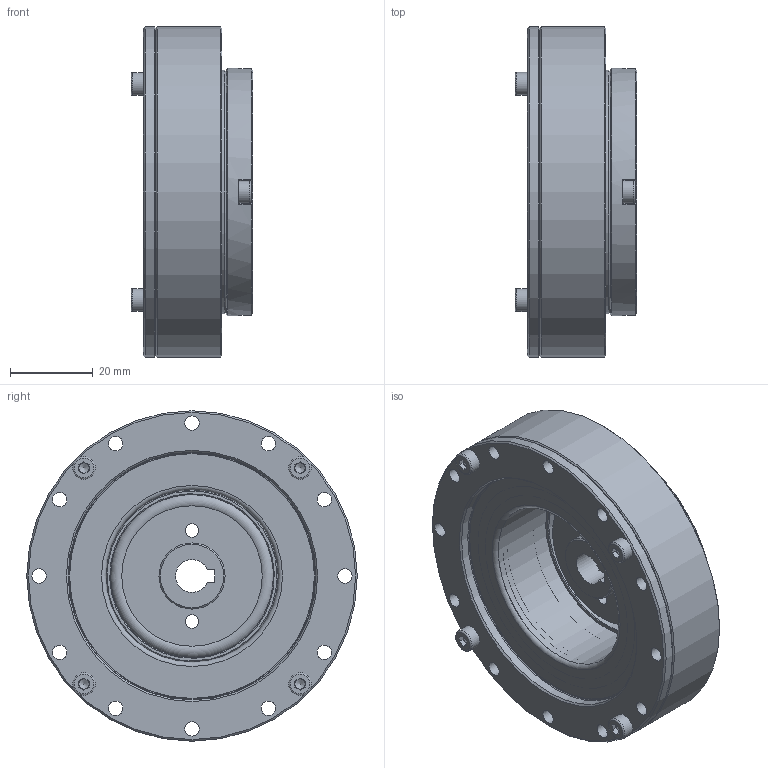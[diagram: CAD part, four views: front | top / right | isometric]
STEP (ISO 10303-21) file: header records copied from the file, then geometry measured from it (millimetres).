
FILE_DESCRIPTION(/* description */ ('STEP AP242','CAx-IF Rec.Pracs.---Representation and Presentation of Product Manufacturing Information (PMI)---4.0---2014-10-13','CAx-IF Rec.Pracs.---3D Tessellated Geometry---0.4---2014-09-14','2;1'),/* implementation_level */ '2;1');
FILE_NAME(/* name */ '68877536bc425d248bb649e6',/* time_stamp */ '2025-07-28T13:03:51Z',/* author */ (''),/* organization */ (''),/* preprocessor_version */ 'ST-DEVELOPER v20',/* originating_system */ 'ONSHAPE BY PTC INC, 1.201',/* authorisation */ ' ');
FILE_SCHEMA (('AP242_MANAGED_MODEL_BASED_3D_ENGINEERING_MIM_LF { 1 0 10303 442 1 1 4 }'));
Length unit declared in the file: metre
Products named in the file (18): HS-17-III; hexagon socket head cap screws gb_GB_FASTENER_SCREWS_HSHCS M3X8-C; ??????-STXB-17050; ???????-STXB-17050; 17-50???????????_?A?O <1>; 17???????; ???-STXB-17-050-CV0; ???????-STRU-17-80-160X??80-V1 <1>; ???????-????-??4; ??????????-17-80-V0; ??????????-17-80-????-V0; hexagon socket head cap screws gb_GB_FASTENER_SCREWS_HSHCS M2X5-C; 17???; ???????-???-STRU-17-80-V1; O??????-??65X??18; ???????-???-STRU-17-80
Assembly tree (93 placements, depth 3):
  HS-17-III
    hexagon socket head cap screws gb_GB_FASTENER_SCREWS_HSHCS M3X8-C  x8
    ??????-STXB-17050
    ???????-STXB-17050
    17-50???????????_?A?O <1>
      17???????
      ???-STXB-17-050-CV0
    ???????-STRU-17-80-160X??80-V1 <1>
      ???????-????-??4  x36
      ??????????-17-80-V0  x18
      ??????????-17-80-????-V0  x18
      hexagon socket head cap screws gb_GB_FASTENER_SCREWS_HSHCS M2X5-C
      17???
      ???????-???-STRU-17-80-V1
      O??????-??65X??18
      ???????-???-STRU-17-80
      ???????-???-STRU-17-80
      ???????-???-STRU-17-80
Bounding box: 29.5 x 80 x 80 mm (x, y, z)
Volume: 71424.1 mm3; surface area: 65671.9 mm2
Topology: 91 solids, 91 shells, 995 faces, 2147 edges, 1360 vertices
Faces by surface type: plane 559, cylinder 251, cone 162, torus 20, bspline 3
Full cylindrical faces by diameter (mm): 1.6 x1, 2 x1, 2.4 x1, 2.5 x24, 3 x8, 3.3 x2, 3.4 x4, 3.5 x44, 3.8 x1, 4 x36, 4.3 x1, 5.5 x8, 16 x1, 28.6 x1, 30.3 x1, 32.684 x2, 34 x1, 39.436 x2, 41.722 x2, 42.162 x1, 42.222 x1, 43.337 x1, 43.517 x1, 44.5 x1, 46.04 x1, 47 x2, 49 x1, 55 x1, 59 x2, 60 x4
Entity records: 10935 total; most frequent: CARTESIAN_POINT 2590, DIRECTION 1785, ORIENTED_EDGE 1094, AXIS2_PLACEMENT_3D 808, FACE_BOUND 703, EDGE_LOOP 674, EDGE_CURVE 547, VERTEX_POINT 484
